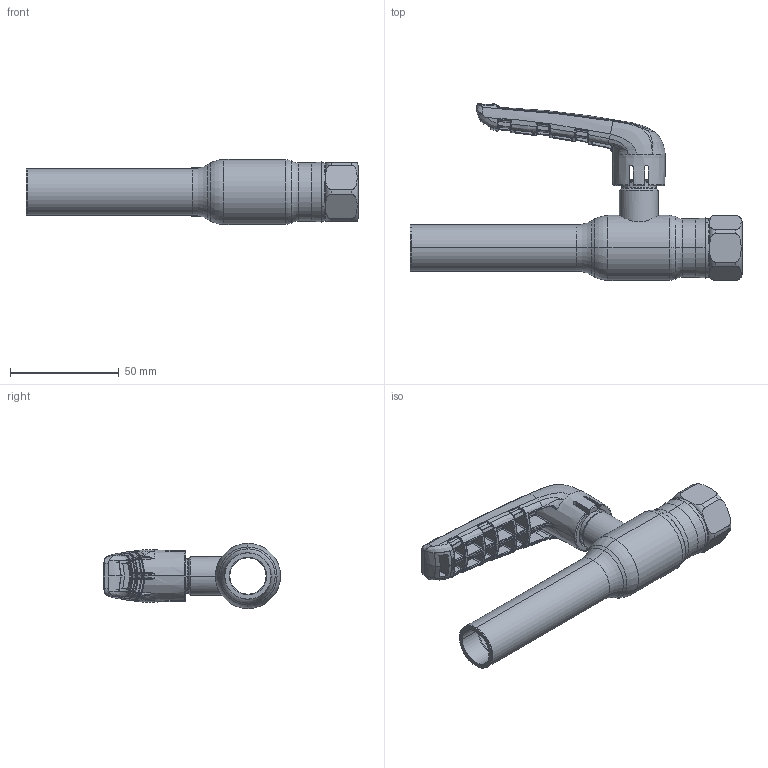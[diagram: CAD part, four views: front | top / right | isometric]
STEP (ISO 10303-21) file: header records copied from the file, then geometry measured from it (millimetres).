
FILE_DESCRIPTION (( 'STEP AP214' ), '1' );
FILE_NAME ('1015003600-2101.step', '2023-09-18T09:33:25', ( '' ), ( '' ), 'SwSTEP 2.0', 'SolidWorks 2021', '' );
FILE_SCHEMA (( 'AUTOMOTIVE_DESIGN' ));
Length unit declared in the file: millimetre
Products named in the file (1): 1015003600-2101
Bounding box: 153 x 81.58 x 30 mm (x, y, z)
Surface area: 28172.9 mm2 (no closed solid volume)
Topology: 0 solids, 5 shells, 774 faces, 2325 edges, 1441 vertices
Faces by surface type: bspline 622, plane 56, cylinder 40, torus 31, cone 25
Entity records: 65755 total; most frequent: CARTESIAN_POINT 42167, ORIENTED_EDGE 3935, EDGE_CURVE 2303, B_SPLINE_CURVE_WITH_KNOTS 1603, DIRECTION 1531, VERTEX_POINT 1441, EDGE_LOOP 795, UNCERTAINTY_MEASURE_WITH_UNIT 776
